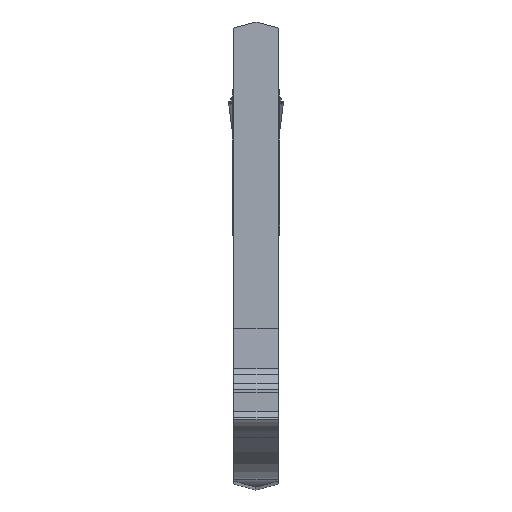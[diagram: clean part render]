
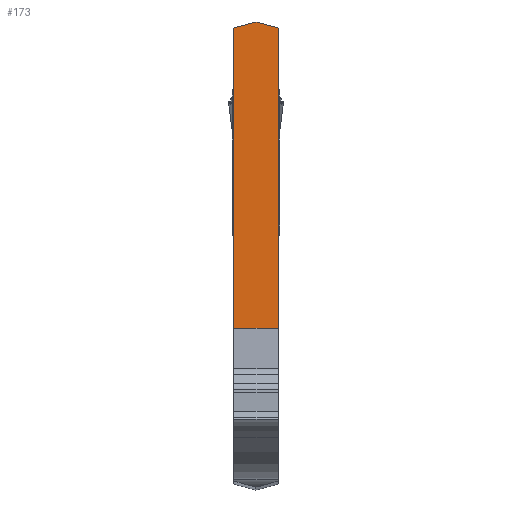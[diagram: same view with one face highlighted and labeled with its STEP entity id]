
A CAD part, top view. The second image highlights one B-rep face of the part: STEP entity #173.
In plain terms, the highlighted planar face has unit normal (0, 0, 1).
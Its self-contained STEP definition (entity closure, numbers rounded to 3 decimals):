
#173=ADVANCED_FACE('',(#334),#239,.T.);
#239=PLANE('',#2470);
#334=FACE_OUTER_BOUND('',#440,.T.);
#440=EDGE_LOOP('',(#952,#953,#954,#955,#956));
#952=ORIENTED_EDGE('',*,*,#1403,.F.);
#953=ORIENTED_EDGE('',*,*,#1514,.F.);
#954=ORIENTED_EDGE('',*,*,#1512,.T.);
#955=ORIENTED_EDGE('',*,*,#1515,.F.);
#956=ORIENTED_EDGE('',*,*,#1429,.T.);
#1156=VERTEX_POINT('',#4089);
#1158=VERTEX_POINT('',#4092);
#1182=VERTEX_POINT('',#4144);
#1245=VERTEX_POINT('',#4307);
#1246=VERTEX_POINT('',#4309);
#1403=EDGE_CURVE('',#1156,#1158,#1900,.T.);
#1429=EDGE_CURVE('',#1182,#1158,#1914,.T.);
#1512=EDGE_CURVE('',#1246,#1245,#1971,.T.);
#1514=EDGE_CURVE('',#1246,#1156,#1973,.T.);
#1515=EDGE_CURVE('',#1182,#1245,#1974,.T.);
#1900=LINE('',#4091,#2107);
#1914=LINE('',#4143,#2121);
#1971=LINE('',#4308,#2178);
#1973=LINE('',#4312,#2180);
#1974=LINE('',#4314,#2181);
#2107=VECTOR('',#2796,1.);
#2121=VECTOR('',#2838,1.);
#2178=VECTOR('',#2983,1.);
#2180=VECTOR('',#2987,1.);
#2181=VECTOR('',#2990,1.);
#2470=AXIS2_PLACEMENT_3D('',#4315,#2991,#2992);
#2796=DIRECTION('',(0.966,-0.259,0.));
#2838=DIRECTION('',(0.,1.,0.));
#2983=DIRECTION('',(0.,-1.,0.));
#2987=DIRECTION('',(0.966,0.259,0.));
#2990=DIRECTION('',(-1.,0.,0.));
#2991=DIRECTION('',(0.,0.,1.));
#2992=DIRECTION('',(0.,-1.,0.));
#4089=CARTESIAN_POINT('',(-1.225,25.67,0.));
#4091=CARTESIAN_POINT('',(-1.225,25.67,0.));
#4092=CARTESIAN_POINT('',(0.,25.342,0.));
#4143=CARTESIAN_POINT('',(0.,8.976,0.));
#4144=CARTESIAN_POINT('',(0.,8.976,0.));
#4307=CARTESIAN_POINT('',(-2.45,8.976,0.));
#4308=CARTESIAN_POINT('',(-2.45,25.342,0.));
#4309=CARTESIAN_POINT('',(-2.45,25.342,0.));
#4312=CARTESIAN_POINT('',(-2.45,25.342,0.));
#4314=CARTESIAN_POINT('',(0.,8.976,0.));
#4315=CARTESIAN_POINT('',(-1.225,17.323,0.));
